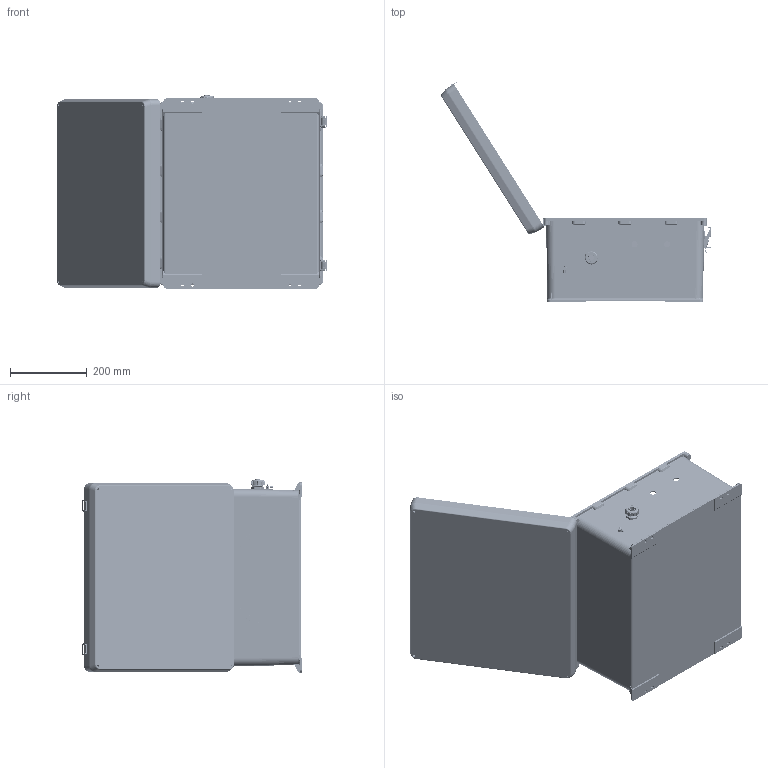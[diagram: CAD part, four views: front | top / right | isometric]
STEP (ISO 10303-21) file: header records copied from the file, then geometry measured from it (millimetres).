
FILE_DESCRIPTION (( 'STEP AP214' ), '1' );
FILE_NAME ('NB181608-E00_3D.step', '2025-10-06T15:12:19', ( '' ), ( '' ), 'SwSTEP 2.0', 'SolidWorks 2025', '' );
FILE_SCHEMA (( 'AUTOMOTIVE_DESIGN' ));
Length unit declared in the file: inch
Products named in the file (27): XCT-0005; XFS-0032_91735A151; XCTB-0002; XCT-0011; NB181608-E00_3D; XC-0003; 10-32 NEMA PLATE SCREW; XFS-0017; XFN-0013; NB181608-DoorClasp-1; XCT-0010; MJSCVR; NEMA 18 GroundWire; XFW-0002; XFS-0026; XFN-0003; NB181608-Hinge; XFS-0059; NB181608-DoorClasp-2; XMH-0007; XF1082-01; 1AM07-189; NB181608-Box; XFS-0031; NB181608-Lid; XMH-0041; XF797-01
Assembly tree (46 placements, depth 2):
  NB181608-E00_3D
    NB181608-Box
    NB181608-Hinge  x2
    NB181608-Lid
    NB181608-DoorClasp-1  x2
    NB181608-DoorClasp-2  x2
    10-32 NEMA PLATE SCREW  x4
    XFS-0017  x3
    XCT-0011
    XCT-0010
    XFN-0003  x2
    XC-0003
    XCT-0005
    XFW-0002  x5
    XFS-0026
    XMH-0007  x4
    XMH-0041
    XCTB-0002
    NEMA 18 GroundWire
    XFN-0013  x2
    XFS-0032_91735A151  x2
    XF797-01
    XFS-0059  x2
    XF1082-01
    1AM07-189
    MJSCVR  x2
    XFS-0031
Bounding box: 703.32 x 571.16 x 502.84 mm (x, y, z)
Volume: 3609574.5 mm3; surface area: 2203791.9 mm2
Topology: 54 solids, 55 shells, 5437 faces, 13804 edges, 8501 vertices
Faces by surface type: plane 1876, cylinder 1663, cone 1345, torus 286, bspline 237, sphere 30
Entity records: 129983 total; most frequent: CARTESIAN_POINT 40548, ORIENTED_EDGE 18936, DIRECTION 18164, EDGE_CURVE 9468, AXIS2_PLACEMENT_3D 6586, VERTEX_POINT 5926, LINE 4992, VECTOR 4992
